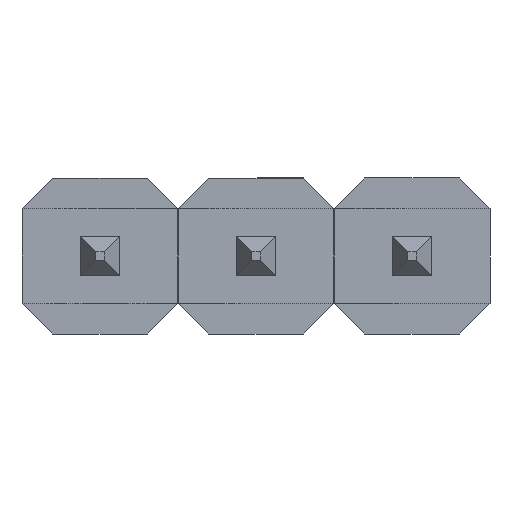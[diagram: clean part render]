
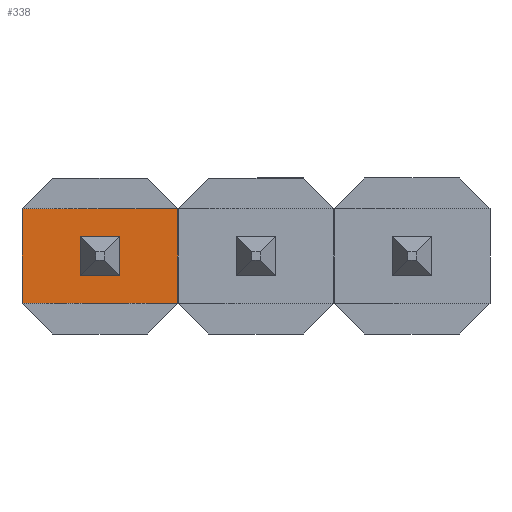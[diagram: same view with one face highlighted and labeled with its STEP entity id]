
A CAD part, front view. The second image highlights one B-rep face of the part: STEP entity #338.
In plain terms, the highlighted planar face has unit normal (0, -1, 0).
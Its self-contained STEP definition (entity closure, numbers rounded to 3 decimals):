
#5 = CARTESIAN_POINT ( 'NONE',  ( 0., 0.5, 0. ) ) ;
#41 = VERTEX_POINT ( 'NONE', #730 ) ;
#71 = LINE ( 'NONE', #223, #886 ) ;
#81 = DIRECTION ( 'NONE',  ( 0., 0., 1. ) ) ;
#159 = CARTESIAN_POINT ( 'NONE',  ( -1.27, 0.5, 0.665 ) ) ;
#198 = CARTESIAN_POINT ( 'NONE',  ( -1.27, 0.5, 0.665 ) ) ;
#201 = LINE ( 'NONE', #820, #593 ) ;
#220 = FACE_OUTER_BOUND ( 'NONE', #702, .T. ) ;
#223 = CARTESIAN_POINT ( 'NONE',  ( 1.27, 0.5, 0.665 ) ) ;
#246 = LINE ( 'NONE', #381, #841 ) ;
#293 = CARTESIAN_POINT ( 'NONE',  ( 1.27, 0.5, -0.875 ) ) ;
#308 = VERTEX_POINT ( 'NONE', #159 ) ;
#338 = ADVANCED_FACE ( 'NONE', ( #220 ), #464, .F. ) ;
#381 = CARTESIAN_POINT ( 'NONE',  ( 1.27, 0.5, -0.875 ) ) ;
#464 = PLANE ( 'NONE',  #533 ) ;
#473 = ORIENTED_EDGE ( 'NONE', *, *, #688, .F. ) ;
#486 = ORIENTED_EDGE ( 'NONE', *, *, #892, .F. ) ;
#491 = EDGE_CURVE ( 'NONE', #41, #308, #201, .T. ) ;
#516 = DIRECTION ( 'NONE',  ( 0., 0., 1. ) ) ;
#533 = AXIS2_PLACEMENT_3D ( 'NONE', #5, #548, #81 ) ;
#548 = DIRECTION ( 'NONE',  ( 0., 1., 0. ) ) ;
#561 = VERTEX_POINT ( 'NONE', #293 ) ;
#574 = VERTEX_POINT ( 'NONE', #676 ) ;
#593 = VECTOR ( 'NONE', #516, 1000. ) ;
#603 = ORIENTED_EDGE ( 'NONE', *, *, #491, .F. ) ;
#604 = DIRECTION ( 'NONE',  ( -1., 0., 0. ) ) ;
#629 = EDGE_CURVE ( 'NONE', #574, #561, #71, .T. ) ;
#665 = VECTOR ( 'NONE', #735, 1000. ) ;
#676 = CARTESIAN_POINT ( 'NONE',  ( 1.27, 0.5, 0.665 ) ) ;
#688 = EDGE_CURVE ( 'NONE', #561, #41, #246, .T. ) ;
#693 = LINE ( 'NONE', #198, #665 ) ;
#702 = EDGE_LOOP ( 'NONE', ( #603, #473, #822, #486 ) ) ;
#730 = CARTESIAN_POINT ( 'NONE',  ( -1.27, 0.5, -0.875 ) ) ;
#735 = DIRECTION ( 'NONE',  ( 1., 0., 0. ) ) ;
#757 = DIRECTION ( 'NONE',  ( 0., 0., -1. ) ) ;
#820 = CARTESIAN_POINT ( 'NONE',  ( -1.27, 0.5, -0.875 ) ) ;
#822 = ORIENTED_EDGE ( 'NONE', *, *, #629, .F. ) ;
#841 = VECTOR ( 'NONE', #604, 1000. ) ;
#886 = VECTOR ( 'NONE', #757, 1000. ) ;
#892 = EDGE_CURVE ( 'NONE', #308, #574, #693, .T. ) ;
